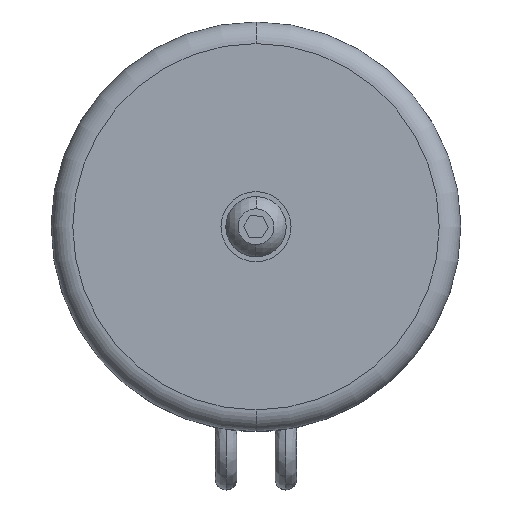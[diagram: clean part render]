
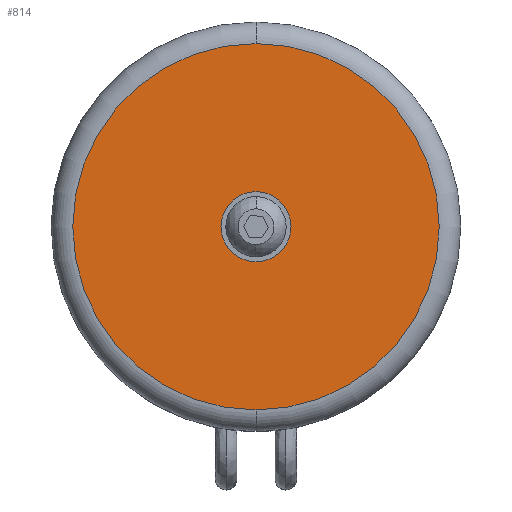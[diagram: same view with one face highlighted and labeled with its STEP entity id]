
A CAD part, front view. The second image highlights one B-rep face of the part: STEP entity #814.
In plain terms, the highlighted planar face has unit normal (0, -1, 0).
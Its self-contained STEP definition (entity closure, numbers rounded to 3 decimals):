
#147 = EDGE_LOOP ( 'NONE', ( #1833, #4538 ) ) ;
#230 = VERTEX_POINT ( 'NONE', #1496 ) ;
#240 = CARTESIAN_POINT ( 'NONE',  ( 0., 0., 0. ) ) ;
#251 = AXIS2_PLACEMENT_3D ( 'NONE', #5310, #2964, #5880 ) ;
#400 = CIRCLE ( 'NONE', #251, 3.25 ) ;
#708 = AXIS2_PLACEMENT_3D ( 'NONE', #3465, #7853, #4221 ) ;
#800 = DIRECTION ( 'NONE',  ( 0., 0., 1. ) ) ;
#814 = ADVANCED_FACE ( 'NONE', ( #6721, #6630 ), #4465, .F. ) ;
#965 = DIRECTION ( 'NONE',  ( 0., 1., 0. ) ) ;
#1000 = EDGE_LOOP ( 'NONE', ( #7157, #7492 ) ) ;
#1427 = AXIS2_PLACEMENT_3D ( 'NONE', #1472, #8884, #800 ) ;
#1472 = CARTESIAN_POINT ( 'NONE',  ( 0., 0., 0. ) ) ;
#1496 = CARTESIAN_POINT ( 'NONE',  ( 0., 0., -3.25 ) ) ;
#1807 = AXIS2_PLACEMENT_3D ( 'NONE', #8762, #965, #2330 ) ;
#1833 = ORIENTED_EDGE ( 'NONE', *, *, #6279, .F. ) ;
#2330 = DIRECTION ( 'NONE',  ( 0., 0., 1. ) ) ;
#2496 = VERTEX_POINT ( 'NONE', #6876 ) ;
#2964 = DIRECTION ( 'NONE',  ( 0., -1., 0. ) ) ;
#3120 = DIRECTION ( 'NONE',  ( 0., -1., 0. ) ) ;
#3465 = CARTESIAN_POINT ( 'NONE',  ( 0., 0., 0. ) ) ;
#3845 = DIRECTION ( 'NONE',  ( 0., 0., 1. ) ) ;
#4059 = CIRCLE ( 'NONE', #708, 3.25 ) ;
#4221 = DIRECTION ( 'NONE',  ( 0., 0., -1. ) ) ;
#4465 = PLANE ( 'NONE',  #1807 ) ;
#4538 = ORIENTED_EDGE ( 'NONE', *, *, #5122, .F. ) ;
#5122 = EDGE_CURVE ( 'NONE', #2496, #230, #4059, .T. ) ;
#5310 = CARTESIAN_POINT ( 'NONE',  ( 0., 0., 0. ) ) ;
#5880 = DIRECTION ( 'NONE',  ( 0., 0., -1. ) ) ;
#6279 = EDGE_CURVE ( 'NONE', #230, #2496, #400, .T. ) ;
#6630 = FACE_OUTER_BOUND ( 'NONE', #1000, .T. ) ;
#6721 = FACE_BOUND ( 'NONE', #147, .T. ) ;
#6876 = CARTESIAN_POINT ( 'NONE',  ( 0., 0., 3.25 ) ) ;
#7157 = ORIENTED_EDGE ( 'NONE', *, *, #8384, .T. ) ;
#7207 = CIRCLE ( 'NONE', #7974, 17. ) ;
#7248 = CARTESIAN_POINT ( 'NONE',  ( 0., 0., -17. ) ) ;
#7492 = ORIENTED_EDGE ( 'NONE', *, *, #8441, .T. ) ;
#7643 = VERTEX_POINT ( 'NONE', #7248 ) ;
#7853 = DIRECTION ( 'NONE',  ( 0., -1., 0. ) ) ;
#7855 = CARTESIAN_POINT ( 'NONE',  ( 0., 0., 17. ) ) ;
#7974 = AXIS2_PLACEMENT_3D ( 'NONE', #240, #3120, #3845 ) ;
#8365 = VERTEX_POINT ( 'NONE', #7855 ) ;
#8384 = EDGE_CURVE ( 'NONE', #8365, #7643, #7207, .T. ) ;
#8427 = CIRCLE ( 'NONE', #1427, 17. ) ;
#8441 = EDGE_CURVE ( 'NONE', #7643, #8365, #8427, .T. ) ;
#8762 = CARTESIAN_POINT ( 'NONE',  ( 0., 0., 0. ) ) ;
#8884 = DIRECTION ( 'NONE',  ( 0., -1., 0. ) ) ;
